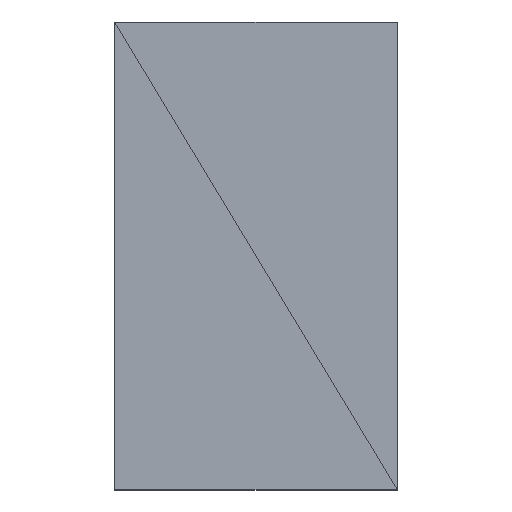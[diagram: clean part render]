
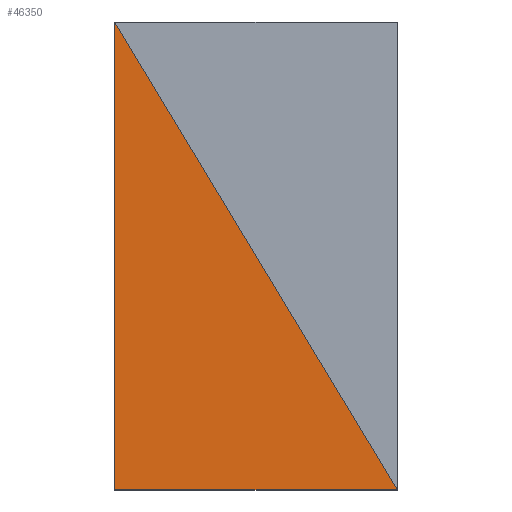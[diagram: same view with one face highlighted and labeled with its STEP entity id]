
A CAD part, top view. The second image highlights one B-rep face of the part: STEP entity #46350.
In plain terms, the highlighted planar face has unit normal (0, 0, 1).
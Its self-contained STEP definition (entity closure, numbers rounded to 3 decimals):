
#2658=FACE_OUTER_BOUND('',#6632,.T.);
#6632=EDGE_LOOP('',(#35720,#35721,#35722));
#11747=LINE('',#73124,#17708);
#11750=LINE('',#73130,#17711);
#11955=LINE('',#73539,#17916);
#17708=VECTOR('',#60454,10.);
#17711=VECTOR('',#60461,10.);
#17916=VECTOR('',#60938,10.);
#21146=VERTEX_POINT('',#73118);
#21147=VERTEX_POINT('',#73122);
#21148=VERTEX_POINT('',#73128);
#25634=EDGE_CURVE('',#21146,#21147,#11747,.T.);
#25637=EDGE_CURVE('',#21146,#21148,#11750,.T.);
#25842=EDGE_CURVE('',#21147,#21148,#11955,.T.);
#35720=ORIENTED_EDGE('',*,*,#25842,.F.);
#35721=ORIENTED_EDGE('',*,*,#25634,.F.);
#35722=ORIENTED_EDGE('',*,*,#25637,.T.);
#42376=PLANE('',#50342);
#46350=ADVANCED_FACE('',(#2658),#42376,.T.);
#50342=AXIS2_PLACEMENT_3D('',#73538,#60936,#60937);
#60454=DIRECTION('',(0.,1.,0.));
#60461=DIRECTION('',(1.,0.,0.));
#60936=DIRECTION('center_axis',(0.,0.,1.));
#60937=DIRECTION('ref_axis',(1.,0.,0.));
#60938=DIRECTION('',(0.517,-0.856,0.));
#73118=CARTESIAN_POINT('',(-46.524,-77.074,17.));
#73122=CARTESIAN_POINT('',(-46.524,77.074,17.));
#73124=CARTESIAN_POINT('',(-46.524,-77.074,17.));
#73128=CARTESIAN_POINT('',(46.524,-77.074,17.));
#73130=CARTESIAN_POINT('',(-46.524,-77.074,17.));
#73538=CARTESIAN_POINT('Origin',(-46.524,-77.074,17.));
#73539=CARTESIAN_POINT('',(-46.524,77.074,17.));
